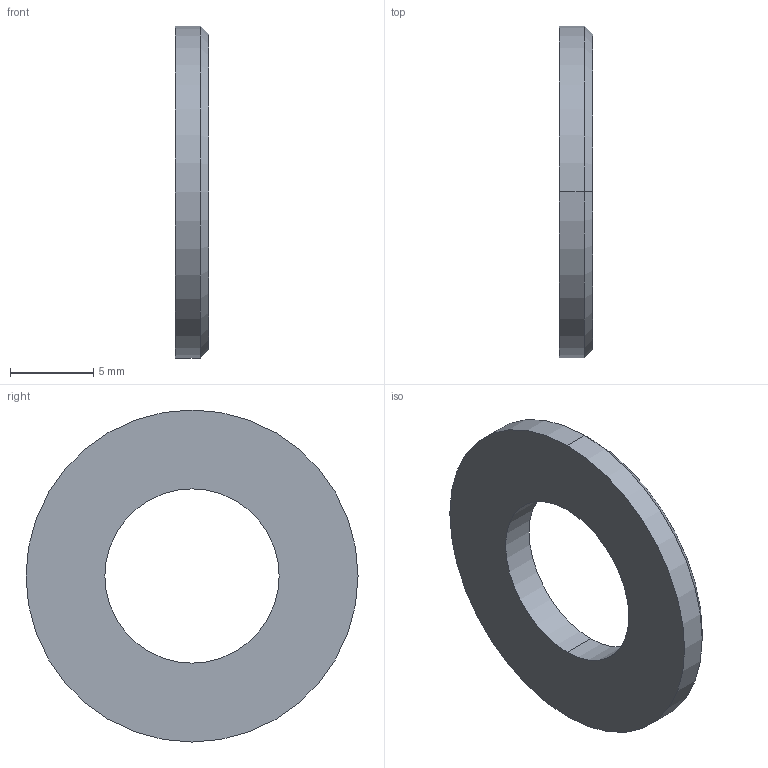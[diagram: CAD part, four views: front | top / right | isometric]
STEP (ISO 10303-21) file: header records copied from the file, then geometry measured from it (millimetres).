
FILE_DESCRIPTION (( 'STEP AP214' ), '1' );
FILE_NAME ('7250740', '2019-02-01T14:21:22', ( '' ), ('JUGARD+KÜNSTNER GmbH'), 'SwSTEP 2.0', 'SolidWorks 2017', '' );
FILE_SCHEMA (( 'AUTOMOTIVE_DESIGN' ));
Length unit declared in the file: millimetre
Products named in the file (1): 7250740_CNAJF00
Bounding box: 2 x 20 x 20 mm (x, y, z)
Volume: 447.4 mm3; surface area: 628 mm2
Topology: 1 solids, 1 shells, 8 faces, 16 edges, 10 vertices
Faces by surface type: cylinder 4, cone 2, plane 2
Entity records: 252 total; most frequent: DIRECTION 44, CARTESIAN_POINT 35, ORIENTED_EDGE 32, AXIS2_PLACEMENT_3D 19, EDGE_CURVE 16, EDGE_LOOP 10, CIRCLE 10, VERTEX_POINT 10
